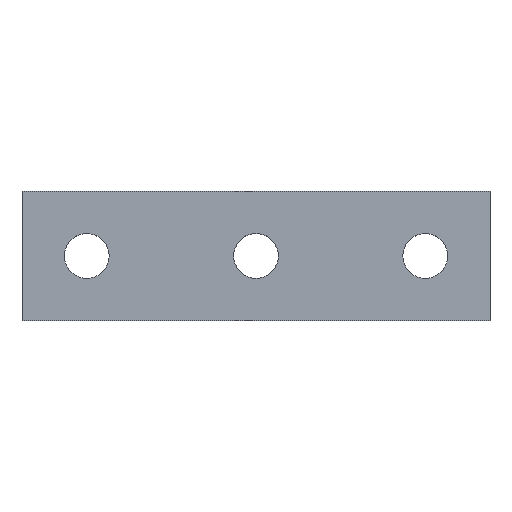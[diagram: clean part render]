
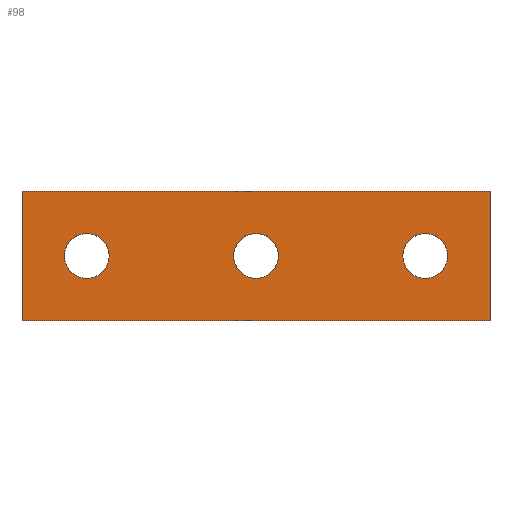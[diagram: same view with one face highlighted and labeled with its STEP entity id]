
A CAD part, top view. The second image highlights one B-rep face of the part: STEP entity #98.
In plain terms, the highlighted planar face has unit normal (0, 0, 1).
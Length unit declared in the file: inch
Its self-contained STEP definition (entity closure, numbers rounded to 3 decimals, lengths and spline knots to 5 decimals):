
#98=ADVANCED_FACE('',(#196,#197,#198,#199),#200,.T.);
#196=FACE_BOUND('',#367,.T.);
#197=FACE_BOUND('',#368,.T.);
#198=FACE_BOUND('',#369,.T.);
#199=FACE_OUTER_BOUND('',#370,.T.);
#200=PLANE('',#371);
#367=EDGE_LOOP('',(#576,#577,#578,#579));
#368=EDGE_LOOP('',(#580,#581,#582,#583));
#369=EDGE_LOOP('',(#584,#585,#586,#587));
#370=EDGE_LOOP('',(#588,#589,#590,#591));
#371=AXIS2_PLACEMENT_3D('',#592,#593,#594);
#576=ORIENTED_EDGE('',*,*,#700,.F.);
#577=ORIENTED_EDGE('',*,*,#666,.F.);
#578=ORIENTED_EDGE('',*,*,#701,.F.);
#579=ORIENTED_EDGE('',*,*,#702,.F.);
#580=ORIENTED_EDGE('',*,*,#703,.F.);
#581=ORIENTED_EDGE('',*,*,#704,.F.);
#582=ORIENTED_EDGE('',*,*,#705,.F.);
#583=ORIENTED_EDGE('',*,*,#696,.F.);
#584=ORIENTED_EDGE('',*,*,#706,.F.);
#585=ORIENTED_EDGE('',*,*,#707,.F.);
#586=ORIENTED_EDGE('',*,*,#692,.F.);
#587=ORIENTED_EDGE('',*,*,#708,.F.);
#588=ORIENTED_EDGE('',*,*,#709,.F.);
#589=ORIENTED_EDGE('',*,*,#710,.F.);
#590=ORIENTED_EDGE('',*,*,#688,.F.);
#591=ORIENTED_EDGE('',*,*,#711,.F.);
#592=CARTESIAN_POINT('',(1.46979,0.40654,0.125));
#593=DIRECTION('',(0.0,0.0,1.0));
#594=DIRECTION('',(1.0,0.0,0.0));
#666=EDGE_CURVE('',#733,#734,#735,.T.);
#688=EDGE_CURVE('',#773,#774,#775,.T.);
#692=EDGE_CURVE('',#779,#780,#781,.T.);
#696=EDGE_CURVE('',#785,#786,#787,.T.);
#700=EDGE_CURVE('',#734,#791,#792,.T.);
#701=EDGE_CURVE('',#793,#733,#794,.T.);
#702=EDGE_CURVE('',#791,#793,#795,.T.);
#703=EDGE_CURVE('',#796,#785,#797,.T.);
#704=EDGE_CURVE('',#798,#796,#799,.T.);
#705=EDGE_CURVE('',#786,#798,#800,.T.);
#706=EDGE_CURVE('',#801,#802,#803,.T.);
#707=EDGE_CURVE('',#780,#801,#804,.T.);
#708=EDGE_CURVE('',#802,#779,#805,.T.);
#709=EDGE_CURVE('',#806,#807,#808,.T.);
#710=EDGE_CURVE('',#774,#806,#809,.T.);
#711=EDGE_CURVE('',#807,#773,#810,.T.);
#733=VERTEX_POINT('',#832);
#734=VERTEX_POINT('',#833);
#735=B_SPLINE_CURVE_WITH_KNOTS('',3,(#834,#835,#836,#837),.UNSPECIFIED.,.F.,.F.,(4,4),(0.0,1.0),.UNSPECIFIED.);
#773=VERTEX_POINT('',#917);
#774=VERTEX_POINT('',#918);
#775=LINE('',#919,#920);
#779=VERTEX_POINT('',#926);
#780=VERTEX_POINT('',#927);
#781=B_SPLINE_CURVE_WITH_KNOTS('',3,(#928,#929,#930,#931),.UNSPECIFIED.,.F.,.F.,(4,4),(0.0,1.0),.UNSPECIFIED.);
#785=VERTEX_POINT('',#937);
#786=VERTEX_POINT('',#938);
#787=B_SPLINE_CURVE_WITH_KNOTS('',3,(#939,#940,#941,#942),.UNSPECIFIED.,.F.,.F.,(4,4),(0.0,1.0),.UNSPECIFIED.);
#791=VERTEX_POINT('',#948);
#792=B_SPLINE_CURVE_WITH_KNOTS('',3,(#949,#950,#951,#952),.UNSPECIFIED.,.F.,.F.,(4,4),(0.0,1.0),.UNSPECIFIED.);
#793=VERTEX_POINT('',#953);
#794=B_SPLINE_CURVE_WITH_KNOTS('',3,(#954,#955,#956,#957),.UNSPECIFIED.,.F.,.F.,(4,4),(0.0,1.0),.UNSPECIFIED.);
#795=B_SPLINE_CURVE_WITH_KNOTS('',3,(#958,#959,#960,#961),.UNSPECIFIED.,.F.,.F.,(4,4),(0.0,1.0),.UNSPECIFIED.);
#796=VERTEX_POINT('',#962);
#797=B_SPLINE_CURVE_WITH_KNOTS('',3,(#963,#964,#965,#966),.UNSPECIFIED.,.F.,.F.,(4,4),(0.0,1.0),.UNSPECIFIED.);
#798=VERTEX_POINT('',#967);
#799=B_SPLINE_CURVE_WITH_KNOTS('',3,(#968,#969,#970,#971),.UNSPECIFIED.,.F.,.F.,(4,4),(0.0,1.0),.UNSPECIFIED.);
#800=B_SPLINE_CURVE_WITH_KNOTS('',3,(#972,#973,#974,#975),.UNSPECIFIED.,.F.,.F.,(4,4),(0.0,1.0),.UNSPECIFIED.);
#801=VERTEX_POINT('',#976);
#802=VERTEX_POINT('',#977);
#803=B_SPLINE_CURVE_WITH_KNOTS('',3,(#978,#979,#980,#981),.UNSPECIFIED.,.F.,.F.,(4,4),(0.0,1.0),.UNSPECIFIED.);
#804=B_SPLINE_CURVE_WITH_KNOTS('',3,(#982,#983,#984,#985),.UNSPECIFIED.,.F.,.F.,(4,4),(0.0,1.0),.UNSPECIFIED.);
#805=B_SPLINE_CURVE_WITH_KNOTS('',3,(#986,#987,#988,#989),.UNSPECIFIED.,.F.,.F.,(4,4),(0.0,1.0),.UNSPECIFIED.);
#806=VERTEX_POINT('',#990);
#807=VERTEX_POINT('',#991);
#808=LINE('',#992,#993);
#809=LINE('',#994,#995);
#810=LINE('',#996,#997);
#832=CARTESIAN_POINT('',(2.53303,0.26582,0.125));
#833=CARTESIAN_POINT('',(2.67376,0.40653,0.125));
#834=CARTESIAN_POINT('',(2.53303,0.26582,0.125));
#835=CARTESIAN_POINT('',(2.61074,0.26582,0.125));
#836=CARTESIAN_POINT('',(2.67376,0.32882,0.125));
#837=CARTESIAN_POINT('',(2.67376,0.40653,0.125));
#917=CARTESIAN_POINT('',(0.0,0.81308,0.125));
#918=CARTESIAN_POINT('',(2.93958,0.81308,0.125));
#919=CARTESIAN_POINT('',(2.93958,0.81308,0.125));
#920=VECTOR('',#1032,1.0);
#926=CARTESIAN_POINT('',(1.32906,0.40653,0.125));
#927=CARTESIAN_POINT('',(1.46978,0.26582,0.125));
#928=CARTESIAN_POINT('',(1.32906,0.40653,0.125));
#929=CARTESIAN_POINT('',(1.32906,0.32882,0.125));
#930=CARTESIAN_POINT('',(1.39206,0.26582,0.125));
#931=CARTESIAN_POINT('',(1.46978,0.26582,0.125));
#937=CARTESIAN_POINT('',(0.40653,0.54726,0.125));
#938=CARTESIAN_POINT('',(0.26581,0.40653,0.125));
#939=CARTESIAN_POINT('',(0.40653,0.54726,0.125));
#940=CARTESIAN_POINT('',(0.32882,0.54726,0.125));
#941=CARTESIAN_POINT('',(0.26581,0.48426,0.125));
#942=CARTESIAN_POINT('',(0.26581,0.40653,0.125));
#948=CARTESIAN_POINT('',(2.53303,0.54726,0.125));
#949=CARTESIAN_POINT('',(2.67376,0.40653,0.125));
#950=CARTESIAN_POINT('',(2.67376,0.48426,0.125));
#951=CARTESIAN_POINT('',(2.61074,0.54726,0.125));
#952=CARTESIAN_POINT('',(2.53303,0.54726,0.125));
#953=CARTESIAN_POINT('',(2.39231,0.40653,0.125));
#954=CARTESIAN_POINT('',(2.39231,0.40653,0.125));
#955=CARTESIAN_POINT('',(2.39231,0.32882,0.125));
#956=CARTESIAN_POINT('',(2.45531,0.26582,0.125));
#957=CARTESIAN_POINT('',(2.53303,0.26582,0.125));
#958=CARTESIAN_POINT('',(2.53303,0.54726,0.125));
#959=CARTESIAN_POINT('',(2.45531,0.54726,0.125));
#960=CARTESIAN_POINT('',(2.39231,0.48426,0.125));
#961=CARTESIAN_POINT('',(2.39231,0.40653,0.125));
#962=CARTESIAN_POINT('',(0.54725,0.40653,0.125));
#963=CARTESIAN_POINT('',(0.54725,0.40653,0.125));
#964=CARTESIAN_POINT('',(0.54725,0.48426,0.125));
#965=CARTESIAN_POINT('',(0.48425,0.54726,0.125));
#966=CARTESIAN_POINT('',(0.40653,0.54726,0.125));
#967=CARTESIAN_POINT('',(0.40653,0.26582,0.125));
#968=CARTESIAN_POINT('',(0.40653,0.26582,0.125));
#969=CARTESIAN_POINT('',(0.48425,0.26582,0.125));
#970=CARTESIAN_POINT('',(0.54725,0.32882,0.125));
#971=CARTESIAN_POINT('',(0.54725,0.40653,0.125));
#972=CARTESIAN_POINT('',(0.26581,0.40653,0.125));
#973=CARTESIAN_POINT('',(0.26581,0.32882,0.125));
#974=CARTESIAN_POINT('',(0.32882,0.26582,0.125));
#975=CARTESIAN_POINT('',(0.40653,0.26582,0.125));
#976=CARTESIAN_POINT('',(1.6105,0.40653,0.125));
#977=CARTESIAN_POINT('',(1.46978,0.54726,0.125));
#978=CARTESIAN_POINT('',(1.6105,0.40653,0.125));
#979=CARTESIAN_POINT('',(1.6105,0.48426,0.125));
#980=CARTESIAN_POINT('',(1.54751,0.54726,0.125));
#981=CARTESIAN_POINT('',(1.46978,0.54726,0.125));
#982=CARTESIAN_POINT('',(1.46978,0.26582,0.125));
#983=CARTESIAN_POINT('',(1.54751,0.26582,0.125));
#984=CARTESIAN_POINT('',(1.6105,0.32882,0.125));
#985=CARTESIAN_POINT('',(1.6105,0.40653,0.125));
#986=CARTESIAN_POINT('',(1.46978,0.54726,0.125));
#987=CARTESIAN_POINT('',(1.39206,0.54726,0.125));
#988=CARTESIAN_POINT('',(1.32906,0.48426,0.125));
#989=CARTESIAN_POINT('',(1.32906,0.40653,0.125));
#990=CARTESIAN_POINT('',(2.93958,0.0,0.125));
#991=CARTESIAN_POINT('',(0.0,0.0,0.125));
#992=CARTESIAN_POINT('',(0.0,0.0,0.125));
#993=VECTOR('',#1039,1.0);
#994=CARTESIAN_POINT('',(2.93958,0.0,0.125));
#995=VECTOR('',#1040,1.0);
#996=CARTESIAN_POINT('',(0.0,0.81308,0.125));
#997=VECTOR('',#1041,1.0);
#1032=DIRECTION('',(1.0,0.0,0.0));
#1039=DIRECTION('',(-1.0,-0.0,-0.0));
#1040=DIRECTION('',(-0.0,-1.0,-0.0));
#1041=DIRECTION('',(0.0,1.0,0.0));
